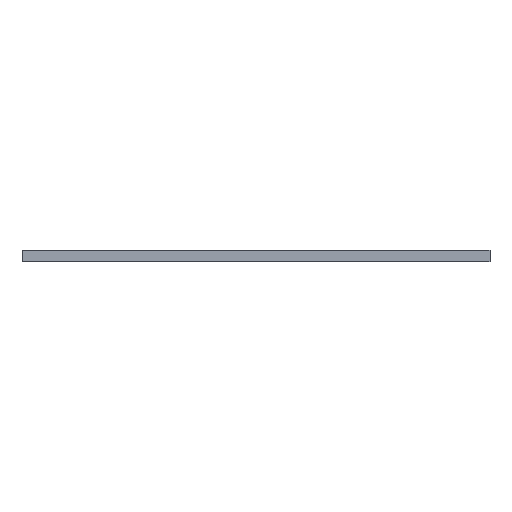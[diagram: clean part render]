
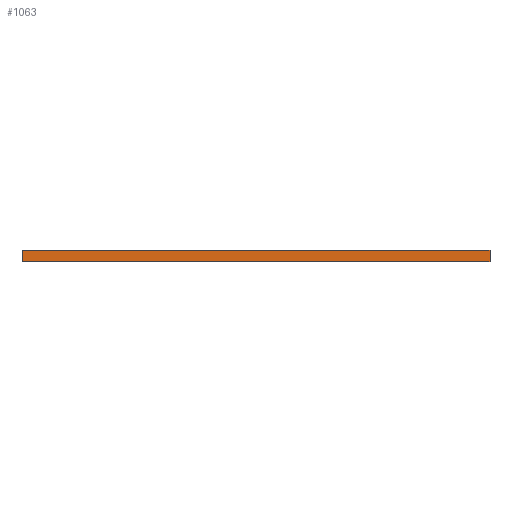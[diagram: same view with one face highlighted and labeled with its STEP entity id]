
A CAD part, front view. The second image highlights one B-rep face of the part: STEP entity #1063.
In plain terms, the highlighted planar face has unit normal (0, -1, 0).
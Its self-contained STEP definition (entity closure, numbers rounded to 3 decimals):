
#90=FACE_OUTER_BOUND('',#141,.T.);
#141=EDGE_LOOP('',(#867,#868,#869,#870));
#276=LINE('',#1666,#413);
#290=LINE('',#1693,#427);
#291=LINE('',#1695,#428);
#292=LINE('',#1696,#429);
#413=VECTOR('',#1371,10.);
#427=VECTOR('',#1393,10.);
#428=VECTOR('',#1396,10.);
#429=VECTOR('',#1397,10.);
#516=VERTEX_POINT('',#1662);
#518=VERTEX_POINT('',#1665);
#526=VERTEX_POINT('',#1689);
#527=VERTEX_POINT('',#1691);
#658=EDGE_CURVE('',#516,#518,#276,.T.);
#672=EDGE_CURVE('',#526,#527,#290,.T.);
#673=EDGE_CURVE('',#526,#516,#291,.T.);
#674=EDGE_CURVE('',#518,#527,#292,.T.);
#867=ORIENTED_EDGE('',*,*,#673,.F.);
#868=ORIENTED_EDGE('',*,*,#672,.T.);
#869=ORIENTED_EDGE('',*,*,#674,.F.);
#870=ORIENTED_EDGE('',*,*,#658,.F.);
#1012=PLANE('',#1138);
#1063=ADVANCED_FACE('',(#90),#1012,.T.);
#1138=AXIS2_PLACEMENT_3D('',#1694,#1394,#1395);
#1371=DIRECTION('',(0.,0.,1.));
#1393=DIRECTION('',(0.,0.,1.));
#1394=DIRECTION('center_axis',(0.,-1.,0.));
#1395=DIRECTION('ref_axis',(1.,0.,0.));
#1396=DIRECTION('',(-1.,0.,0.));
#1397=DIRECTION('',(1.,0.,0.));
#1662=CARTESIAN_POINT('',(6.682,-120.025,0.));
#1665=CARTESIAN_POINT('',(6.682,-120.025,2.));
#1666=CARTESIAN_POINT('',(6.682,-120.025,0.));
#1689=CARTESIAN_POINT('',(91.682,-120.025,0.));
#1691=CARTESIAN_POINT('',(91.682,-120.025,2.));
#1693=CARTESIAN_POINT('',(91.682,-120.025,0.));
#1694=CARTESIAN_POINT('Origin',(6.682,-120.025,0.));
#1695=CARTESIAN_POINT('',(91.682,-120.025,0.));
#1696=CARTESIAN_POINT('',(91.682,-120.025,2.));
